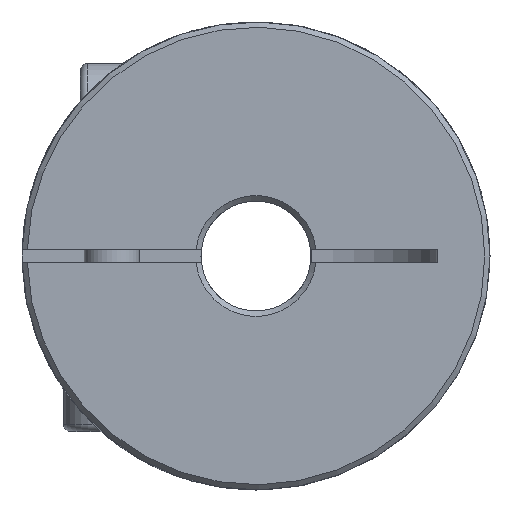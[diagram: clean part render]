
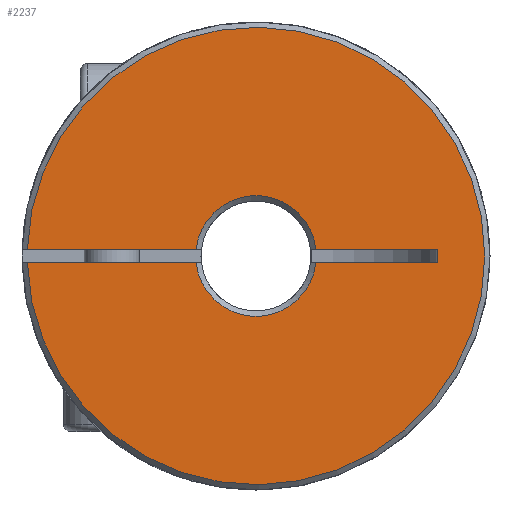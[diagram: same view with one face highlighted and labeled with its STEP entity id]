
A CAD part, left-side view. The second image highlights one B-rep face of the part: STEP entity #2237.
In plain terms, the highlighted planar face has unit normal (-1, 0, 0).
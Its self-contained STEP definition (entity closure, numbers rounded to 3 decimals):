
#187 = EDGE_CURVE ( 'NONE', #899, #900, #2522, .T. ) ;
#262 = EDGE_CURVE ( 'NONE', #790, #899, #3253, .T. ) ;
#263 = EDGE_CURVE ( 'NONE', #667, #792, #3261, .T. ) ;
#265 = EDGE_CURVE ( 'NONE', #789, #665, #3262, .T. ) ;
#266 = EDGE_CURVE ( 'NONE', #789, #900, #3258, .T. ) ;
#267 = EDGE_CURVE ( 'NONE', #667, #665, #3246, .T. ) ;
#268 = EDGE_CURVE ( 'NONE', #791, #790, #3270, .T. ) ;
#269 = EDGE_CURVE ( 'NONE', #791, #792, #3265, .T. ) ;
#665 = VERTEX_POINT ( 'NONE', #3848 ) ;
#667 = VERTEX_POINT ( 'NONE', #3851 ) ;
#789 = VERTEX_POINT ( 'NONE', #3969 ) ;
#790 = VERTEX_POINT ( 'NONE', #3970 ) ;
#791 = VERTEX_POINT ( 'NONE', #3971 ) ;
#792 = VERTEX_POINT ( 'NONE', #3972 ) ;
#899 = VERTEX_POINT ( 'NONE', #4079 ) ;
#900 = VERTEX_POINT ( 'NONE', #4080 ) ;
#1438 = ORIENTED_EDGE ( 'NONE', *, *, #267, .T. ) ;
#1439 = ORIENTED_EDGE ( 'NONE', *, *, #265, .F. ) ;
#1440 = ORIENTED_EDGE ( 'NONE', *, *, #266, .T. ) ;
#1441 = ORIENTED_EDGE ( 'NONE', *, *, #187, .F. ) ;
#1442 = ORIENTED_EDGE ( 'NONE', *, *, #262, .F. ) ;
#1443 = ORIENTED_EDGE ( 'NONE', *, *, #268, .F. ) ;
#1444 = ORIENTED_EDGE ( 'NONE', *, *, #269, .T. ) ;
#1445 = ORIENTED_EDGE ( 'NONE', *, *, #263, .F. ) ;
#1747 = AXIS2_PLACEMENT_3D ( 'NONE', #2887, #2889, #2890 ) ;
#1789 = AXIS2_PLACEMENT_3D ( 'NONE', #3110, #3118, #3119 ) ;
#1790 = AXIS2_PLACEMENT_3D ( 'NONE', #3128, #3130, #3131 ) ;
#2031 = EDGE_LOOP ( 'NONE', ( #1438, #1439, #1440, #1441, #1442, #1443, #1444, #1445 ) ) ;
#2237 = ADVANCED_FACE ( 'NONE', ( #4452 ), #4778, .T. ) ;
#2522 = CIRCLE ( 'NONE', #1747, 4.381 ) ;
#2887 = CARTESIAN_POINT ( 'NONE',  ( -22.5, 0., 0. ) ) ;
#2889 = DIRECTION ( 'NONE',  ( -1., 0., 0. ) ) ;
#2890 = DIRECTION ( 'NONE',  ( 0., -1., 0. ) ) ;
#3110 = CARTESIAN_POINT ( 'NONE',  ( -22.5, 0., 0. ) ) ;
#3115 = CARTESIAN_POINT ( 'NONE',  ( -22.5, 0., -0.5 ) ) ;
#3116 = DIRECTION ( 'NONE',  ( 0., -1., 0. ) ) ;
#3117 = CARTESIAN_POINT ( 'NONE',  ( -22.5, -13.214, -16.598 ) ) ;
#3118 = DIRECTION ( 'NONE',  ( -1., 0., 0. ) ) ;
#3119 = DIRECTION ( 'NONE',  ( 0., -1., 0. ) ) ;
#3123 = CARTESIAN_POINT ( 'NONE',  ( -22.5, -13.214, -0.5 ) ) ;
#3124 = DIRECTION ( 'NONE',  ( 0., 0., 1. ) ) ;
#3125 = CARTESIAN_POINT ( 'NONE',  ( -22.5, -13.214, 0.5 ) ) ;
#3127 = DIRECTION ( 'NONE',  ( 0., 1., 0. ) ) ;
#3128 = CARTESIAN_POINT ( 'NONE',  ( -22.5, 0., 0. ) ) ;
#3129 = DIRECTION ( 'NONE',  ( 0., -1., 0. ) ) ;
#3130 = DIRECTION ( 'NONE',  ( 1., 0., 0. ) ) ;
#3131 = DIRECTION ( 'NONE',  ( 0., -1., 0. ) ) ;
#3132 = CARTESIAN_POINT ( 'NONE',  ( -22.5, 0., 0.5 ) ) ;
#3133 = DIRECTION ( 'NONE',  ( 0., -1., 0. ) ) ;
#3246 = LINE ( 'NONE', #3125, #3266 ) ;
#3253 = LINE ( 'NONE', #3115, #3256 ) ;
#3254 = VECTOR ( 'NONE', #3133, 1000. ) ;
#3256 = VECTOR ( 'NONE', #3116, 1000. ) ;
#3258 = LINE ( 'NONE', #3123, #3264 ) ;
#3260 = VECTOR ( 'NONE', #3124, 1000. ) ;
#3261 = CIRCLE ( 'NONE', #1789, 4.381 ) ;
#3262 = LINE ( 'NONE', #3117, #3260 ) ;
#3264 = VECTOR ( 'NONE', #3127, 1000. ) ;
#3265 = LINE ( 'NONE', #3132, #3254 ) ;
#3266 = VECTOR ( 'NONE', #3129, 1000. ) ;
#3270 = CIRCLE ( 'NONE', #1790, 16.619 ) ;
#3848 = CARTESIAN_POINT ( 'NONE',  ( -22.5, -13.214, 0.5 ) ) ;
#3851 = CARTESIAN_POINT ( 'NONE',  ( -22.5, -4.352, 0.5 ) ) ;
#3969 = CARTESIAN_POINT ( 'NONE',  ( -22.5, -13.214, -0.5 ) ) ;
#3970 = CARTESIAN_POINT ( 'NONE',  ( -22.5, 16.611, -0.5 ) ) ;
#3971 = CARTESIAN_POINT ( 'NONE',  ( -22.5, 16.611, 0.5 ) ) ;
#3972 = CARTESIAN_POINT ( 'NONE',  ( -22.5, 4.352, 0.5 ) ) ;
#4079 = CARTESIAN_POINT ( 'NONE',  ( -22.5, 4.352, -0.5 ) ) ;
#4080 = CARTESIAN_POINT ( 'NONE',  ( -22.5, -4.352, -0.5 ) ) ;
#4240 = AXIS2_PLACEMENT_3D ( 'NONE', #4771, #4781, #4782 ) ;
#4452 = FACE_OUTER_BOUND ( 'NONE', #2031, .T. ) ;
#4771 = CARTESIAN_POINT ( 'NONE',  ( -22.5, 0., 0. ) ) ;
#4778 = PLANE ( 'NONE',  #4240 ) ;
#4781 = DIRECTION ( 'NONE',  ( -1., 0., 0. ) ) ;
#4782 = DIRECTION ( 'NONE',  ( 0., -1., 0. ) ) ;
